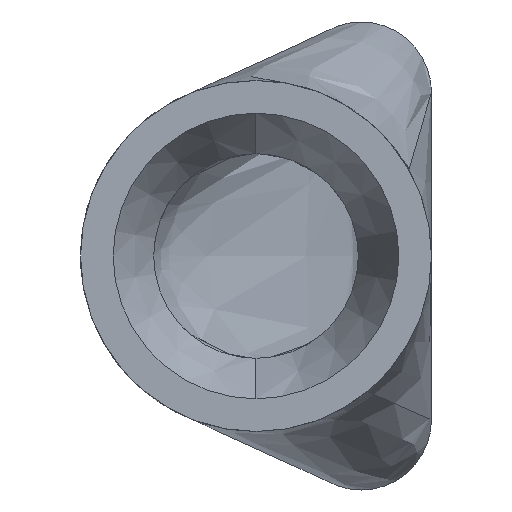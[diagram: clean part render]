
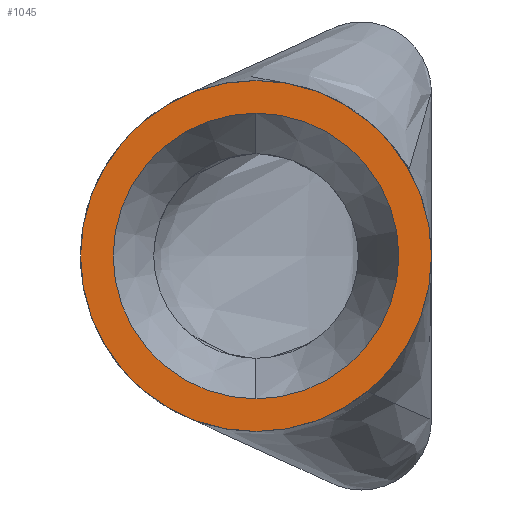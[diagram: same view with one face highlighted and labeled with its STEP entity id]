
A CAD part, left-side view. The second image highlights one B-rep face of the part: STEP entity #1045.
In plain terms, the highlighted planar face has unit normal (-1, 0, 0).
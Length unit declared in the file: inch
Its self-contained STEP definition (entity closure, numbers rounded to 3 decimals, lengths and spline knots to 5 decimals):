
#41 = CIRCLE ( 'NONE', #177, 0.2625 ) ;
#45 = VERTEX_POINT ( 'NONE', #710 ) ;
#105 = AXIS2_PLACEMENT_3D ( 'NONE', #765, #426, #949 ) ;
#141 = EDGE_LOOP ( 'NONE', ( #801, #791 ) ) ;
#177 = AXIS2_PLACEMENT_3D ( 'NONE', #240, #251, #327 ) ;
#193 = DIRECTION ( 'NONE',  ( 1., 0., 0. ) ) ;
#233 = VERTEX_POINT ( 'NONE', #339 ) ;
#240 = CARTESIAN_POINT ( 'NONE',  ( 0., 0.2625, 0. ) ) ;
#245 = AXIS2_PLACEMENT_3D ( 'NONE', #799, #891, #461 ) ;
#247 = CIRCLE ( 'NONE', #975, 0.21362 ) ;
#251 = DIRECTION ( 'NONE',  ( -1., 0., 0. ) ) ;
#317 = PLANE ( 'NONE',  #921 ) ;
#327 = DIRECTION ( 'NONE',  ( 0., 0., 1. ) ) ;
#339 = CARTESIAN_POINT ( 'NONE',  ( 0., 0.2625, 0.2625 ) ) ;
#381 = CARTESIAN_POINT ( 'NONE',  ( 0., 0.2625, -0.2625 ) ) ;
#422 = CARTESIAN_POINT ( 'NONE',  ( 0., 0.2625, -0.21362 ) ) ;
#426 = DIRECTION ( 'NONE',  ( -1., 0., 0. ) ) ;
#434 = VERTEX_POINT ( 'NONE', #422 ) ;
#453 = EDGE_CURVE ( 'NONE', #233, #659, #579, .T. ) ;
#461 = DIRECTION ( 'NONE',  ( 0., 0., 1. ) ) ;
#469 = ORIENTED_EDGE ( 'NONE', *, *, #453, .T. ) ;
#573 = DIRECTION ( 'NONE',  ( 0., 0., 1. ) ) ;
#579 = CIRCLE ( 'NONE', #105, 0.2625 ) ;
#656 = EDGE_CURVE ( 'NONE', #434, #45, #670, .T. ) ;
#659 = VERTEX_POINT ( 'NONE', #381 ) ;
#670 = CIRCLE ( 'NONE', #245, 0.21362 ) ;
#710 = CARTESIAN_POINT ( 'NONE',  ( 0., 0.2625, 0.21362 ) ) ;
#733 = FACE_BOUND ( 'NONE', #141, .T. ) ;
#765 = CARTESIAN_POINT ( 'NONE',  ( 0., 0.2625, 0. ) ) ;
#767 = EDGE_CURVE ( 'NONE', #659, #233, #41, .T. ) ;
#782 = CARTESIAN_POINT ( 'NONE',  ( 0., 0.2625, 0. ) ) ;
#791 = ORIENTED_EDGE ( 'NONE', *, *, #656, .T. ) ;
#799 = CARTESIAN_POINT ( 'NONE',  ( 0., 0.2625, 0. ) ) ;
#801 = ORIENTED_EDGE ( 'NONE', *, *, #890, .T. ) ;
#822 = FACE_OUTER_BOUND ( 'NONE', #968, .T. ) ;
#841 = CARTESIAN_POINT ( 'NONE',  ( 0., 0., 0. ) ) ;
#855 = ORIENTED_EDGE ( 'NONE', *, *, #767, .T. ) ;
#890 = EDGE_CURVE ( 'NONE', #45, #434, #247, .T. ) ;
#891 = DIRECTION ( 'NONE',  ( 1., 0., 0. ) ) ;
#921 = AXIS2_PLACEMENT_3D ( 'NONE', #841, #1012, #573 ) ;
#938 = DIRECTION ( 'NONE',  ( 0., 0., 1. ) ) ;
#949 = DIRECTION ( 'NONE',  ( 0., 0., 1. ) ) ;
#968 = EDGE_LOOP ( 'NONE', ( #469, #855 ) ) ;
#975 = AXIS2_PLACEMENT_3D ( 'NONE', #782, #193, #938 ) ;
#1012 = DIRECTION ( 'NONE',  ( -1., 0., 0. ) ) ;
#1045 = ADVANCED_FACE ( 'NONE', ( #733, #822 ), #317, .T. ) ;
